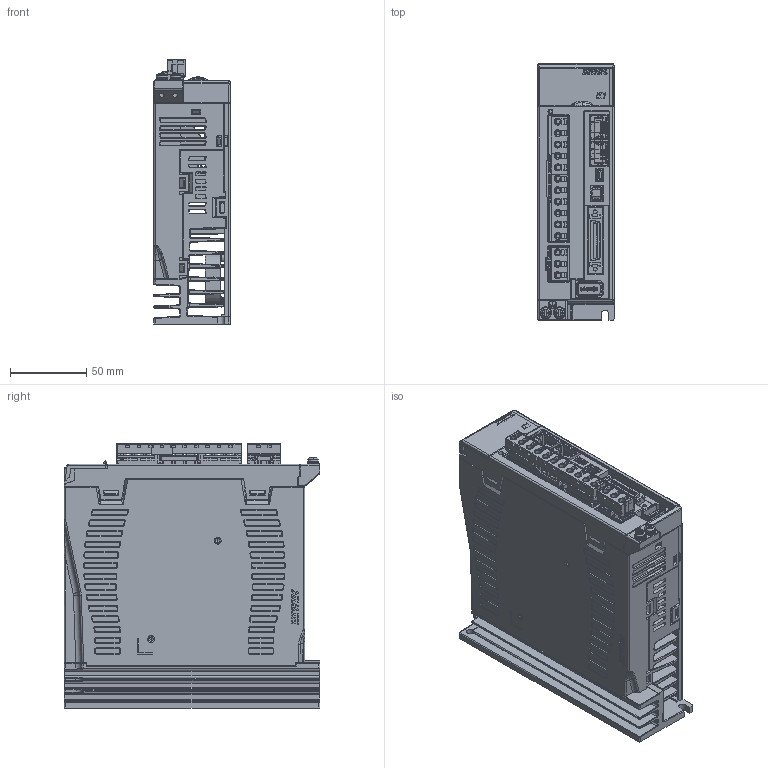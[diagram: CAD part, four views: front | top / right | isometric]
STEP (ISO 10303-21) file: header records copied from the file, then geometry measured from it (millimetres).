
FILE_DESCRIPTION (( 'STEP AP203' ), '1' );
FILE_NAME ('ED1F-xx-04xx-xx_20190703.STEP', '2019-07-03T02:44:33', ( 'user' ), ( 'Hewlett-Packard Company' ), 'SwSTEP 2.0', 'SolidWorks 2015', '' );
FILE_SCHEMA (( 'CONFIG_CONTROL_DESIGN' ));
Length unit declared in the file: millimetre
Products named in the file (1): ED1F-xx-04xx-xx_20190703
Bounding box: 50 x 168 x 173.4 mm (x, y, z)
Surface area: 249353.4 mm2 (no closed solid volume)
Topology: 0 solids, 170 shells, 3412 faces, 17278 edges, 13620 vertices
Faces by surface type: plane 1937, cylinder 575, cone 572, bspline 245, torus 68, sphere 15
Entity records: 182670 total; most frequent: CARTESIAN_POINT 54384, DIRECTION 23925, ORIENTED_EDGE 23822, EDGE_CURVE 17274, VERTEX_POINT 13620, LINE 12411, VECTOR 12411, AXIS2_PLACEMENT_3D 5757
